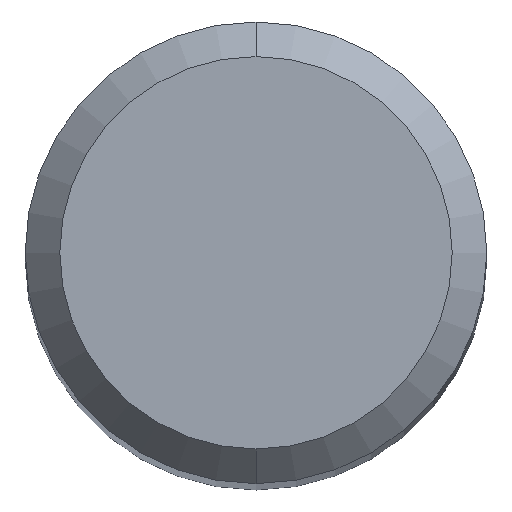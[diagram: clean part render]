
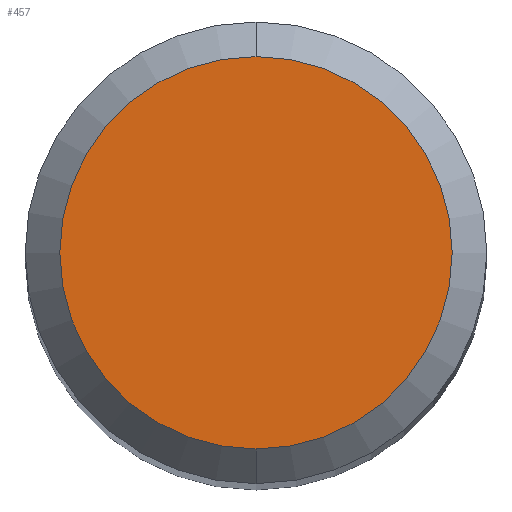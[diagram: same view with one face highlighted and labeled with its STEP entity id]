
A CAD part, top view. The second image highlights one B-rep face of the part: STEP entity #457.
In plain terms, the highlighted planar face has unit normal (0, 0, 1).
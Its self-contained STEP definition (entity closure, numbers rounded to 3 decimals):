
#295=EDGE_CURVE('',#309,#459,#627,.T.);
#307=EDGE_CURVE('',#459,#309,#640,.T.);
#309=VERTEX_POINT('',#642);
#457=ADVANCED_FACE('',(#806),#807,.T.);
#459=VERTEX_POINT('',#809);
#627=CIRCLE('',#1060,1.7);
#640=CIRCLE('',#1085,1.7);
#642=CARTESIAN_POINT('',(0.0,1.7,0.0));
#806=FACE_OUTER_BOUND('',#1445,.T.);
#807=PLANE('',#1446);
#809=CARTESIAN_POINT('',(0.,-1.7,0.0));
#1060=AXIS2_PLACEMENT_3D('',#1640,#1641,#1642);
#1085=AXIS2_PLACEMENT_3D('',#1658,#1659,#1660);
#1445=EDGE_LOOP('',(#1839,#1840));
#1446=AXIS2_PLACEMENT_3D('',#1841,#1842,#1843);
#1640=CARTESIAN_POINT('',(0.0,0.0,0.0));
#1641=DIRECTION('',(0.0,0.0,-1.0));
#1642=DIRECTION('',(0.0,1.0,0.0));
#1658=CARTESIAN_POINT('',(0.0,0.0,0.0));
#1659=DIRECTION('',(0.0,0.0,-1.0));
#1660=DIRECTION('',(0.0,1.0,0.0));
#1839=ORIENTED_EDGE('',*,*,#295,.F.);
#1840=ORIENTED_EDGE('',*,*,#307,.F.);
#1841=CARTESIAN_POINT('',(0.0,0.85,0.0));
#1842=DIRECTION('',(-0.0,0.0,1.0));
#1843=DIRECTION('',(0.0,-1.0,0.0));
